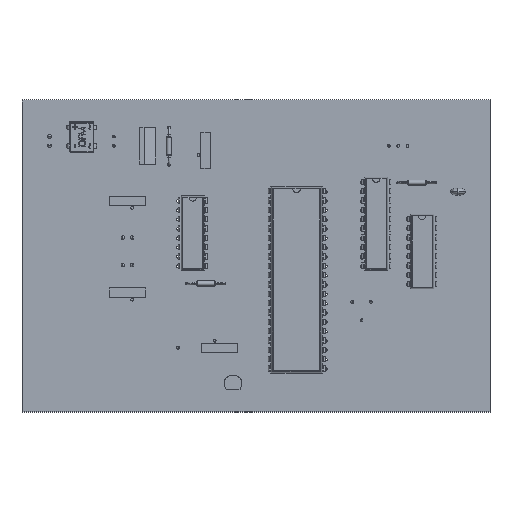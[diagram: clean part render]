
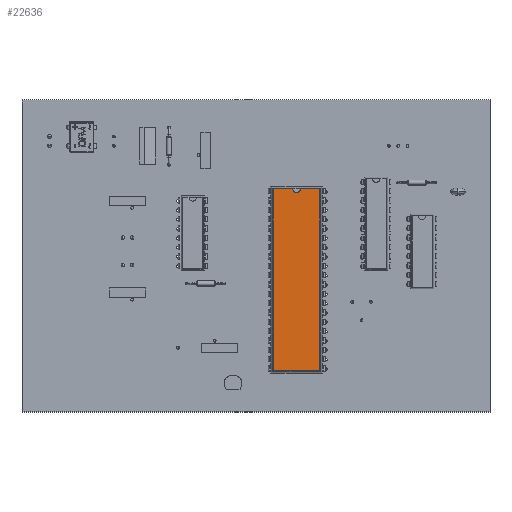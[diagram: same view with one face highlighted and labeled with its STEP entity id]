
A CAD part, top view. The second image highlights one B-rep face of the part: STEP entity #22636.
In plain terms, the highlighted face is planar.
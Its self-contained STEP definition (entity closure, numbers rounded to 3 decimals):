
#20810 = VERTEX_POINT('',#20811);
#20811 = CARTESIAN_POINT('',(1.,6.5,-24.783));
#20830 = EDGE_CURVE('',#20831,#20810,#20833,.T.);
#20831 = VERTEX_POINT('',#20832);
#20832 = CARTESIAN_POINT('',(0.,6.5,-23.783));
#20833 = CIRCLE('',#20834,1.);
#20834 = AXIS2_PLACEMENT_3D('',#20835,#20836,#20837);
#20835 = CARTESIAN_POINT('',(0.,6.5,-24.783));
#20836 = DIRECTION('',(0.,1.,0.));
#20837 = DIRECTION('',(0.,0.,1.));
#22465 = VERTEX_POINT('',#22466);
#22466 = CARTESIAN_POINT('',(-1.,6.5,-24.783));
#22494 = VERTEX_POINT('',#22495);
#22495 = CARTESIAN_POINT('',(-6.368,6.5,-24.783));
#22502 = EDGE_CURVE('',#22465,#22494,#22503,.T.);
#22503 = LINE('',#22504,#22505);
#22504 = CARTESIAN_POINT('',(-6.452,6.5,-24.783));
#22505 = VECTOR('',#22506,1.);
#22506 = DIRECTION('',(-1.,0.,0.));
#22636 = ADVANCED_FACE('',(#22637),#22678,.F.);
#22637 = FACE_BOUND('',#22638,.T.);
#22638 = EDGE_LOOP('',(#22639,#22647,#22648,#22655,#22656,#22664,#22672)
  );
#22639 = ORIENTED_EDGE('',*,*,#22640,.T.);
#22640 = EDGE_CURVE('',#22641,#20810,#22643,.T.);
#22641 = VERTEX_POINT('',#22642);
#22642 = CARTESIAN_POINT('',(6.368,6.5,-24.783));
#22643 = LINE('',#22644,#22645);
#22644 = CARTESIAN_POINT('',(-6.452,6.5,-24.783));
#22645 = VECTOR('',#22646,1.);
#22646 = DIRECTION('',(-1.,0.,0.));
#22647 = ORIENTED_EDGE('',*,*,#20830,.F.);
#22648 = ORIENTED_EDGE('',*,*,#22649,.F.);
#22649 = EDGE_CURVE('',#22465,#20831,#22650,.T.);
#22650 = CIRCLE('',#22651,1.);
#22651 = AXIS2_PLACEMENT_3D('',#22652,#22653,#22654);
#22652 = CARTESIAN_POINT('',(0.,6.5,-24.783));
#22653 = DIRECTION('',(0.,1.,0.));
#22654 = DIRECTION('',(0.,0.,1.));
#22655 = ORIENTED_EDGE('',*,*,#22502,.T.);
#22656 = ORIENTED_EDGE('',*,*,#22657,.T.);
#22657 = EDGE_CURVE('',#22494,#22658,#22660,.T.);
#22658 = VERTEX_POINT('',#22659);
#22659 = CARTESIAN_POINT('',(-6.368,6.5,24.783));
#22660 = LINE('',#22661,#22662);
#22661 = CARTESIAN_POINT('',(-6.368,6.5,24.867));
#22662 = VECTOR('',#22663,1.);
#22663 = DIRECTION('',(0.,0.,1.));
#22664 = ORIENTED_EDGE('',*,*,#22665,.T.);
#22665 = EDGE_CURVE('',#22658,#22666,#22668,.T.);
#22666 = VERTEX_POINT('',#22667);
#22667 = CARTESIAN_POINT('',(6.368,6.5,24.783));
#22668 = LINE('',#22669,#22670);
#22669 = CARTESIAN_POINT('',(6.452,6.5,24.783));
#22670 = VECTOR('',#22671,1.);
#22671 = DIRECTION('',(1.,0.,0.));
#22672 = ORIENTED_EDGE('',*,*,#22673,.T.);
#22673 = EDGE_CURVE('',#22666,#22641,#22674,.T.);
#22674 = LINE('',#22675,#22676);
#22675 = CARTESIAN_POINT('',(6.368,6.5,-24.867));
#22676 = VECTOR('',#22677,1.);
#22677 = DIRECTION('',(0.,0.,-1.));
#22678 = PLANE('',#22679);
#22679 = AXIS2_PLACEMENT_3D('',#22680,#22681,#22682);
#22680 = CARTESIAN_POINT('',(-6.985,6.5,-25.4));
#22681 = DIRECTION('',(0.,-1.,0.));
#22682 = DIRECTION('',(0.,0.,-1.));
